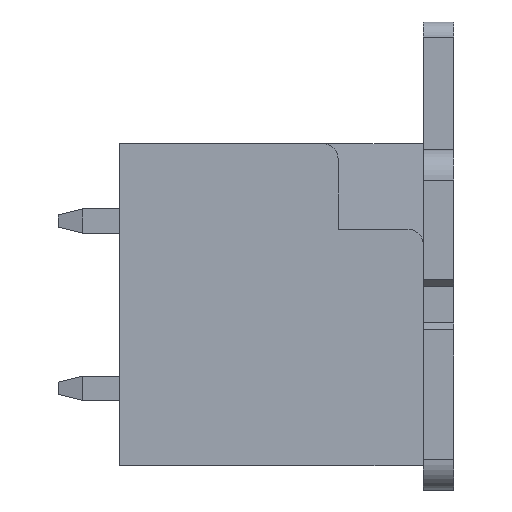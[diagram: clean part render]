
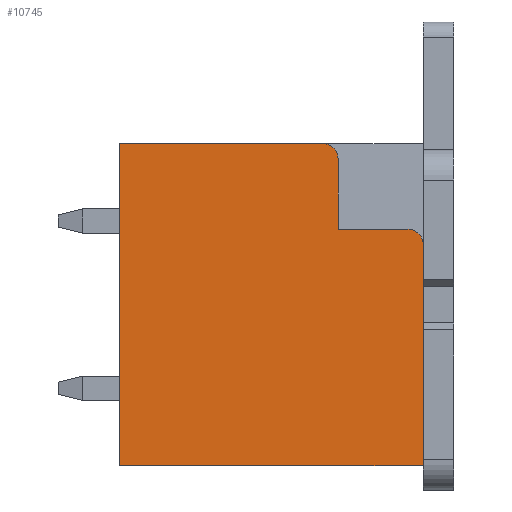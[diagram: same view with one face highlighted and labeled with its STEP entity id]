
A CAD part, left-side view. The second image highlights one B-rep face of the part: STEP entity #10745.
In plain terms, the highlighted planar face has unit normal (-1, 0, 0).
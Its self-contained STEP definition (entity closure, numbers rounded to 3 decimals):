
#496=CIRCLE('',#11591,0.5);
#497=CIRCLE('',#11592,0.5);
#2552=ORIENTED_EDGE('',*,*,#4485,.F.);
#2553=ORIENTED_EDGE('',*,*,#4662,.T.);
#2554=ORIENTED_EDGE('',*,*,#4663,.T.);
#2555=ORIENTED_EDGE('',*,*,#4664,.T.);
#2556=ORIENTED_EDGE('',*,*,#4665,.T.);
#2557=ORIENTED_EDGE('',*,*,#3710,.F.);
#2558=ORIENTED_EDGE('',*,*,#3777,.F.);
#2559=ORIENTED_EDGE('',*,*,#3649,.F.);
#3649=EDGE_CURVE('',#5167,#5168,#6148,.T.);
#3710=EDGE_CURVE('',#5227,#5228,#6206,.T.);
#3777=EDGE_CURVE('',#5168,#5227,#6268,.T.);
#4485=EDGE_CURVE('',#5738,#5167,#6815,.T.);
#4662=EDGE_CURVE('',#5738,#5832,#496,.F.);
#4663=EDGE_CURVE('',#5832,#5833,#6955,.T.);
#4664=EDGE_CURVE('',#5833,#5834,#6956,.T.);
#4665=EDGE_CURVE('',#5834,#5228,#497,.F.);
#5167=VERTEX_POINT('',#14990);
#5168=VERTEX_POINT('',#14992);
#5227=VERTEX_POINT('',#15112);
#5228=VERTEX_POINT('',#15114);
#5738=VERTEX_POINT('',#16715);
#5832=VERTEX_POINT('',#17084);
#5833=VERTEX_POINT('',#17086);
#5834=VERTEX_POINT('',#17088);
#6148=LINE('',#14991,#7378);
#6206=LINE('',#15113,#7436);
#6268=LINE('',#15248,#7498);
#6815=LINE('',#16716,#8045);
#6955=LINE('',#17085,#8185);
#6956=LINE('',#17087,#8186);
#7378=VECTOR('',#11958,1000.);
#7436=VECTOR('',#12024,1000.);
#7498=VECTOR('',#12124,1000.);
#8045=VECTOR('',#13535,1000.);
#8185=VECTOR('',#13929,1000.);
#8186=VECTOR('',#13930,1000.);
#9019=EDGE_LOOP('',(#2552,#2553,#2554,#2555,#2556,#2557,#2558,#2559));
#9708=FACE_BOUND('',#9019,.T.);
#10193=PLANE('',#11590);
#10745=ADVANCED_FACE('',(#9708),#10193,.F.);
#11590=AXIS2_PLACEMENT_3D('',#17082,#13925,#13926);
#11591=AXIS2_PLACEMENT_3D('',#17083,#13927,#13928);
#11592=AXIS2_PLACEMENT_3D('',#17089,#13931,#13932);
#11958=DIRECTION('',(0.,1.,0.));
#12024=DIRECTION('',(0.,-1.,0.));
#12124=DIRECTION('',(0.,0.,1.));
#13535=DIRECTION('',(0.,0.,-1.));
#13925=DIRECTION('',(1.,0.,0.));
#13926=DIRECTION('',(0.,0.,-1.));
#13927=DIRECTION('',(1.,0.,0.));
#13928=DIRECTION('',(0.,0.,-1.));
#13929=DIRECTION('',(0.,1.,0.));
#13930=DIRECTION('',(0.,0.,1.));
#13931=DIRECTION('',(1.,0.,0.));
#13932=DIRECTION('',(0.,0.,-1.));
#14990=CARTESIAN_POINT('',(-12.25,-5.,-5.3));
#14991=CARTESIAN_POINT('',(-12.25,-5.,-5.3));
#14992=CARTESIAN_POINT('',(-12.25,5.,-5.3));
#15112=CARTESIAN_POINT('',(-12.25,5.,5.3));
#15113=CARTESIAN_POINT('',(-12.25,5.,5.3));
#15114=CARTESIAN_POINT('',(-12.25,-1.7,5.3));
#15248=CARTESIAN_POINT('',(-12.25,5.,-5.3));
#16715=CARTESIAN_POINT('',(-12.25,-5.,1.98));
#16716=CARTESIAN_POINT('',(-12.25,-5.,5.3));
#17082=CARTESIAN_POINT('',(-12.25,0.,0.));
#17083=CARTESIAN_POINT('',(-12.25,-4.5,1.98));
#17084=CARTESIAN_POINT('',(-12.25,-4.5,2.48));
#17085=CARTESIAN_POINT('',(-12.25,-5.,2.48));
#17086=CARTESIAN_POINT('',(-12.25,-2.2,2.48));
#17087=CARTESIAN_POINT('',(-12.25,-2.2,2.48));
#17088=CARTESIAN_POINT('',(-12.25,-2.2,4.8));
#17089=CARTESIAN_POINT('',(-12.25,-1.7,4.8));
